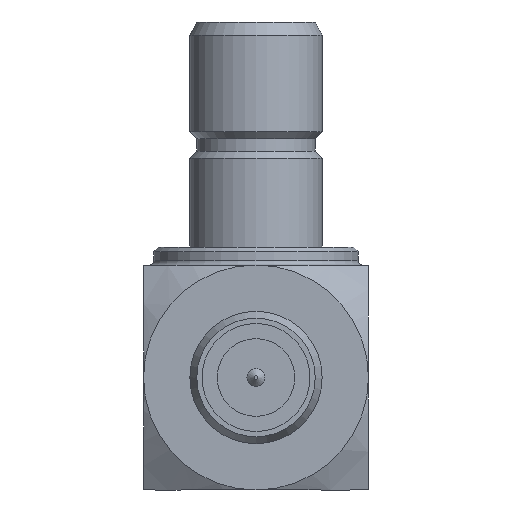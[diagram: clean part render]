
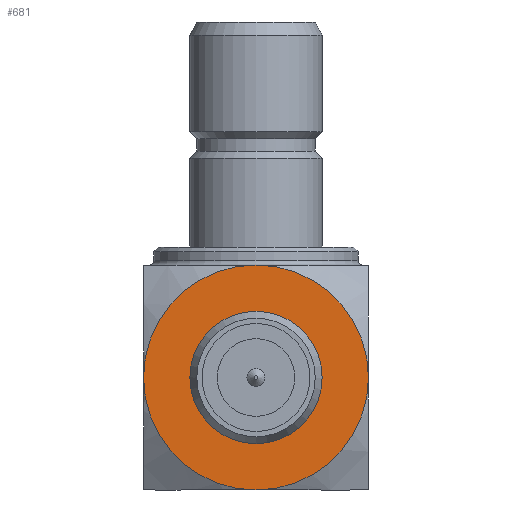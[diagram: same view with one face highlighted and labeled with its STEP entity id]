
A CAD part, left-side view. The second image highlights one B-rep face of the part: STEP entity #681.
In plain terms, the highlighted planar face has unit normal (-1, 0, 0).
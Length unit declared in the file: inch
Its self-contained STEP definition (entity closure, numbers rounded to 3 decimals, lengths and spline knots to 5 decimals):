
#5 = CARTESIAN_POINT ( 'NONE',  ( -0.125, -0.125, 0.125 ) ) ;
#7 = AXIS2_PLACEMENT_3D ( 'NONE', #128, #889, #251 ) ;
#28 = DIRECTION ( 'NONE',  ( 1., 0., 0. ) ) ;
#95 = CARTESIAN_POINT ( 'NONE',  ( -0.125, 0., -0.125 ) ) ;
#110 = AXIS2_PLACEMENT_3D ( 'NONE', #226, #999, #123 ) ;
#123 = DIRECTION ( 'NONE',  ( 0., 0., -1. ) ) ;
#128 = CARTESIAN_POINT ( 'NONE',  ( -0.125, 0., 0. ) ) ;
#183 = DIRECTION ( 'NONE',  ( 0., 0., -1. ) ) ;
#202 = CIRCLE ( 'NONE', #110, 0.07352 ) ;
#212 = ORIENTED_EDGE ( 'NONE', *, *, #817, .T. ) ;
#226 = CARTESIAN_POINT ( 'NONE',  ( -0.125, 0., 0. ) ) ;
#242 = DIRECTION ( 'NONE',  ( 0., 0., -1. ) ) ;
#251 = DIRECTION ( 'NONE',  ( 0., 0., -1. ) ) ;
#255 = AXIS2_PLACEMENT_3D ( 'NONE', #5, #338, #344 ) ;
#338 = DIRECTION ( 'NONE',  ( 1., 0., 0. ) ) ;
#344 = DIRECTION ( 'NONE',  ( 0., 0., -1. ) ) ;
#345 = ORIENTED_EDGE ( 'NONE', *, *, #1301, .F. ) ;
#382 = EDGE_LOOP ( 'NONE', ( #825 ) ) ;
#451 = CARTESIAN_POINT ( 'NONE',  ( -0.125, 0., 0. ) ) ;
#452 = AXIS2_PLACEMENT_3D ( 'NONE', #1381, #517, #183 ) ;
#459 = CIRCLE ( 'NONE', #799, 0.125 ) ;
#517 = DIRECTION ( 'NONE',  ( -1., 0., 0. ) ) ;
#548 = VERTEX_POINT ( 'NONE', #95 ) ;
#564 = EDGE_CURVE ( 'NONE', #707, #707, #202, .T. ) ;
#569 = CARTESIAN_POINT ( 'NONE',  ( -0.125, -0.125, 0. ) ) ;
#681 = ADVANCED_FACE ( 'NONE', ( #1136, #1324 ), #897, .F. ) ;
#707 = VERTEX_POINT ( 'NONE', #1045 ) ;
#712 = VERTEX_POINT ( 'NONE', #569 ) ;
#738 = DIRECTION ( 'NONE',  ( 0., 0., -1. ) ) ;
#788 = VERTEX_POINT ( 'NONE', #1014 ) ;
#791 = AXIS2_PLACEMENT_3D ( 'NONE', #451, #28, #242 ) ;
#799 = AXIS2_PLACEMENT_3D ( 'NONE', #1062, #1377, #738 ) ;
#810 = EDGE_CURVE ( 'NONE', #712, #788, #459, .T. ) ;
#817 = EDGE_CURVE ( 'NONE', #548, #712, #1291, .T. ) ;
#825 = ORIENTED_EDGE ( 'NONE', *, *, #564, .T. ) ;
#889 = DIRECTION ( 'NONE',  ( -1., 0., 0. ) ) ;
#897 = PLANE ( 'NONE',  #255 ) ;
#948 = ORIENTED_EDGE ( 'NONE', *, *, #1212, .T. ) ;
#999 = DIRECTION ( 'NONE',  ( 1., 0., 0. ) ) ;
#1014 = CARTESIAN_POINT ( 'NONE',  ( -0.125, 0., 0.125 ) ) ;
#1045 = CARTESIAN_POINT ( 'NONE',  ( -0.125, 0., -0.07352 ) ) ;
#1062 = CARTESIAN_POINT ( 'NONE',  ( -0.125, 0., 0. ) ) ;
#1072 = CIRCLE ( 'NONE', #791, 0.125 ) ;
#1136 = FACE_BOUND ( 'NONE', #382, .T. ) ;
#1180 = VERTEX_POINT ( 'NONE', #1198 ) ;
#1198 = CARTESIAN_POINT ( 'NONE',  ( -0.125, 0.125, 0. ) ) ;
#1212 = EDGE_CURVE ( 'NONE', #788, #1180, #1253, .T. ) ;
#1253 = CIRCLE ( 'NONE', #7, 0.125 ) ;
#1283 = EDGE_LOOP ( 'NONE', ( #345, #212, #1390, #948 ) ) ;
#1291 = CIRCLE ( 'NONE', #452, 0.125 ) ;
#1301 = EDGE_CURVE ( 'NONE', #548, #1180, #1072, .T. ) ;
#1324 = FACE_OUTER_BOUND ( 'NONE', #1283, .T. ) ;
#1377 = DIRECTION ( 'NONE',  ( -1., 0., 0. ) ) ;
#1381 = CARTESIAN_POINT ( 'NONE',  ( -0.125, 0., 0. ) ) ;
#1390 = ORIENTED_EDGE ( 'NONE', *, *, #810, .T. ) ;
